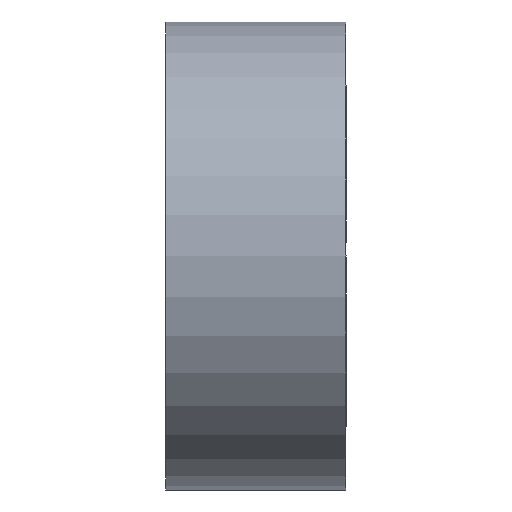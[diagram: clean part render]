
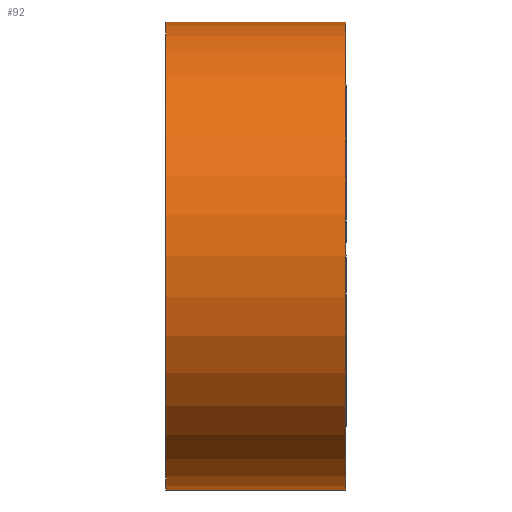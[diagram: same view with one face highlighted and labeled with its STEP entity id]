
A CAD part, left-side view. The second image highlights one B-rep face of the part: STEP entity #92.
In plain terms, the highlighted cylindrical face has radius 16.51 mm (diameter 33.02 mm), a partial arc.
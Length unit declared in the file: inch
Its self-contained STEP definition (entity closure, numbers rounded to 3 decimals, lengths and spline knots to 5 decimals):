
#5 = VECTOR ( 'NONE', #651, 39.37008 ) ;
#16 = DIRECTION ( 'NONE',  ( 0., 0., 1. ) ) ;
#68 = ORIENTED_EDGE ( 'NONE', *, *, #646, .F. ) ;
#92 = ADVANCED_FACE ( 'NONE', ( #1584 ), #1080, .T. ) ;
#99 = CARTESIAN_POINT ( 'NONE',  ( 0., 1.13868, 0.65 ) ) ;
#134 = ORIENTED_EDGE ( 'NONE', *, *, #379, .F. ) ;
#154 = LINE ( 'NONE', #934, #5 ) ;
#221 = AXIS2_PLACEMENT_3D ( 'NONE', #1041, #1169, #16 ) ;
#256 = VERTEX_POINT ( 'NONE', #947 ) ;
#336 = CARTESIAN_POINT ( 'NONE',  ( 0., 0., -0.65 ) ) ;
#379 = EDGE_CURVE ( 'NONE', #466, #473, #154, .T. ) ;
#457 = DIRECTION ( 'NONE',  ( 0., 1., 0. ) ) ;
#466 = VERTEX_POINT ( 'NONE', #974 ) ;
#473 = VERTEX_POINT ( 'NONE', #336 ) ;
#479 = DIRECTION ( 'NONE',  ( 0., 1., 0. ) ) ;
#491 = CIRCLE ( 'NONE', #221, 0.65 ) ;
#618 = CARTESIAN_POINT ( 'NONE',  ( 0., -0.5, 0. ) ) ;
#646 = EDGE_CURVE ( 'NONE', #473, #256, #491, .T. ) ;
#651 = DIRECTION ( 'NONE',  ( 0., 1., 0. ) ) ;
#738 = CIRCLE ( 'NONE', #897, 0.65 ) ;
#790 = ORIENTED_EDGE ( 'NONE', *, *, #1410, .T. ) ;
#881 = VERTEX_POINT ( 'NONE', #1234 ) ;
#897 = AXIS2_PLACEMENT_3D ( 'NONE', #618, #479, #1472 ) ;
#934 = CARTESIAN_POINT ( 'NONE',  ( 0., 1.13868, -0.65 ) ) ;
#947 = CARTESIAN_POINT ( 'NONE',  ( 0., 0., 0.65 ) ) ;
#963 = DIRECTION ( 'NONE',  ( 0., 0., 1. ) ) ;
#974 = CARTESIAN_POINT ( 'NONE',  ( 0., -0.5, -0.65 ) ) ;
#985 = DIRECTION ( 'NONE',  ( 0., 1., 0. ) ) ;
#1008 = ORIENTED_EDGE ( 'NONE', *, *, #1413, .T. ) ;
#1041 = CARTESIAN_POINT ( 'NONE',  ( 0., 0., 0. ) ) ;
#1080 = CYLINDRICAL_SURFACE ( 'NONE', #1497, 0.65 ) ;
#1169 = DIRECTION ( 'NONE',  ( 0., 1., 0. ) ) ;
#1214 = CARTESIAN_POINT ( 'NONE',  ( 0., 1.13868, 0. ) ) ;
#1234 = CARTESIAN_POINT ( 'NONE',  ( 0., -0.5, 0.65 ) ) ;
#1410 = EDGE_CURVE ( 'NONE', #466, #881, #738, .T. ) ;
#1413 = EDGE_CURVE ( 'NONE', #881, #256, #1617, .T. ) ;
#1425 = EDGE_LOOP ( 'NONE', ( #134, #790, #1008, #68 ) ) ;
#1461 = VECTOR ( 'NONE', #985, 39.37008 ) ;
#1472 = DIRECTION ( 'NONE',  ( 0., 0., 1. ) ) ;
#1497 = AXIS2_PLACEMENT_3D ( 'NONE', #1214, #457, #963 ) ;
#1584 = FACE_OUTER_BOUND ( 'NONE', #1425, .T. ) ;
#1617 = LINE ( 'NONE', #99, #1461 ) ;
